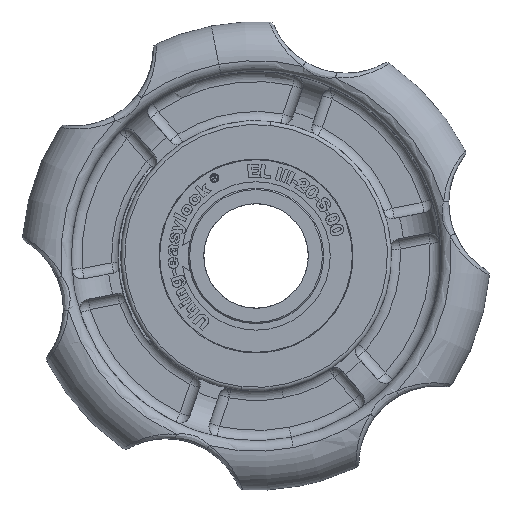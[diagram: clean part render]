
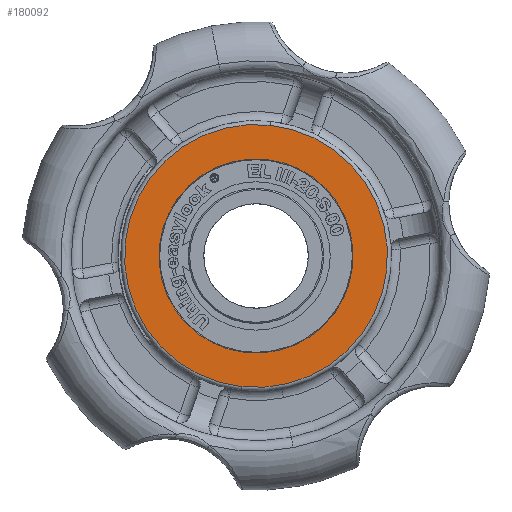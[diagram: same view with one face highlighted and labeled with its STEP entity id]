
A CAD part, left-side view. The second image highlights one B-rep face of the part: STEP entity #180092.
In plain terms, the highlighted planar face has unit normal (-1, 0, 0).
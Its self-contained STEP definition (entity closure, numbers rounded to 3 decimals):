
#1765 = AXIS2_PLACEMENT_3D ( 'NONE', #159219, #2067, #44984 ) ;
#2067 = DIRECTION ( 'NONE',  ( 1., 0., 0. ) ) ;
#4201 = DIRECTION ( 'NONE',  ( -1., 0., 0. ) ) ;
#12993 = ORIENTED_EDGE ( 'NONE', *, *, #73064, .T. ) ;
#14989 = EDGE_LOOP ( 'NONE', ( #12993, #149547 ) ) ;
#23104 = DIRECTION ( 'NONE',  ( 0., 0.107, -0.994 ) ) ;
#23739 = CARTESIAN_POINT ( 'NONE',  ( -30.8, 0., 0. ) ) ;
#35333 = CARTESIAN_POINT ( 'NONE',  ( -30.8, 0., 0. ) ) ;
#38071 = AXIS2_PLACEMENT_3D ( 'NONE', #35333, #168555, #38194 ) ;
#38194 = DIRECTION ( 'NONE',  ( 0., 0.107, -0.994 ) ) ;
#44984 = DIRECTION ( 'NONE',  ( 0., -0.107, 0.994 ) ) ;
#48026 = DIRECTION ( 'NONE',  ( 0., 0.107, -0.994 ) ) ;
#52291 = CARTESIAN_POINT ( 'NONE',  ( -30.8, 1.997, -18.543 ) ) ;
#53225 = VERTEX_POINT ( 'NONE', #173797 ) ;
#54128 = AXIS2_PLACEMENT_3D ( 'NONE', #110721, #112583, #23104 ) ;
#54258 = EDGE_LOOP ( 'NONE', ( #117851, #160942 ) ) ;
#61708 = CARTESIAN_POINT ( 'NONE',  ( -30.8, 2.703, -25.105 ) ) ;
#65501 = VERTEX_POINT ( 'NONE', #131917 ) ;
#68859 = FACE_OUTER_BOUND ( 'NONE', #14989, .T. ) ;
#73064 = EDGE_CURVE ( 'NONE', #103041, #65501, #183972, .T. ) ;
#76650 = CARTESIAN_POINT ( 'NONE',  ( -30.8, 0., 0. ) ) ;
#81861 = DIRECTION ( 'NONE',  ( 0., 0.107, -0.994 ) ) ;
#95256 = CIRCLE ( 'NONE', #156316, 18.65 ) ;
#103041 = VERTEX_POINT ( 'NONE', #61708 ) ;
#110441 = AXIS2_PLACEMENT_3D ( 'NONE', #23739, #127443, #81861 ) ;
#110721 = CARTESIAN_POINT ( 'NONE',  ( -30.8, 0., 0. ) ) ;
#112583 = DIRECTION ( 'NONE',  ( -1., 0., 0. ) ) ;
#113606 = FACE_BOUND ( 'NONE', #54258, .T. ) ;
#117851 = ORIENTED_EDGE ( 'NONE', *, *, #162770, .F. ) ;
#119618 = CIRCLE ( 'NONE', #110441, 25.25 ) ;
#126924 = PLANE ( 'NONE',  #1765 ) ;
#127443 = DIRECTION ( 'NONE',  ( -1., 0., 0. ) ) ;
#129284 = VERTEX_POINT ( 'NONE', #52291 ) ;
#130043 = CIRCLE ( 'NONE', #54128, 18.65 ) ;
#131917 = CARTESIAN_POINT ( 'NONE',  ( -30.8, -2.703, 25.105 ) ) ;
#149547 = ORIENTED_EDGE ( 'NONE', *, *, #163305, .T. ) ;
#156316 = AXIS2_PLACEMENT_3D ( 'NONE', #76650, #4201, #48026 ) ;
#159219 = CARTESIAN_POINT ( 'NONE',  ( -30.8, -18.543, -1.997 ) ) ;
#160942 = ORIENTED_EDGE ( 'NONE', *, *, #184507, .F. ) ;
#162770 = EDGE_CURVE ( 'NONE', #129284, #53225, #95256, .T. ) ;
#163305 = EDGE_CURVE ( 'NONE', #65501, #103041, #119618, .T. ) ;
#168555 = DIRECTION ( 'NONE',  ( -1., 0., 0. ) ) ;
#173797 = CARTESIAN_POINT ( 'NONE',  ( -30.8, -1.997, 18.543 ) ) ;
#180092 = ADVANCED_FACE ( 'NONE', ( #113606, #68859 ), #126924, .F. ) ;
#183972 = CIRCLE ( 'NONE', #38071, 25.25 ) ;
#184507 = EDGE_CURVE ( 'NONE', #53225, #129284, #130043, .T. ) ;
